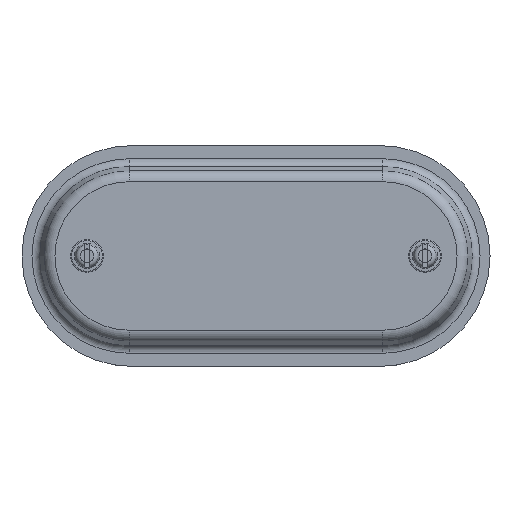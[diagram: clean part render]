
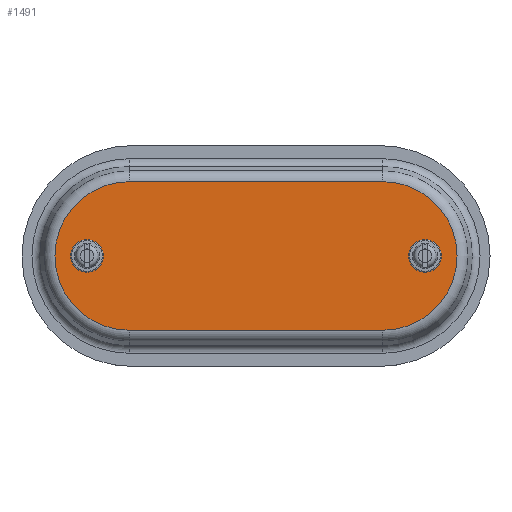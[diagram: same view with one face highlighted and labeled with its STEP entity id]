
A CAD part, top view. The second image highlights one B-rep face of the part: STEP entity #1491.
In plain terms, the highlighted planar face has unit normal (0, 0, 1).
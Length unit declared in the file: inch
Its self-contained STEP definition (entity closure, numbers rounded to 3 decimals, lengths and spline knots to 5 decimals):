
#124=FACE_BOUND('',#239,.T.);
#125=FACE_BOUND('',#240,.T.);
#143=FACE_OUTER_BOUND('',#238,.T.);
#238=EDGE_LOOP('',(#1008,#1009,#1010,#1011));
#239=EDGE_LOOP('',(#1012));
#240=EDGE_LOOP('',(#1013));
#352=LINE('',#2370,#452);
#353=LINE('',#2373,#453);
#452=VECTOR('',#1879,4.875);
#453=VECTOR('',#1882,4.875);
#552=CIRCLE('',#1678,1.42924);
#553=CIRCLE('',#1679,1.42924);
#554=CIRCLE('',#1680,0.1719);
#555=CIRCLE('',#1681,0.1719);
#648=VERTEX_POINT('',#2366);
#649=VERTEX_POINT('',#2367);
#650=VERTEX_POINT('',#2369);
#651=VERTEX_POINT('',#2371);
#652=VERTEX_POINT('',#2374);
#653=VERTEX_POINT('',#2376);
#788=EDGE_CURVE('',#648,#649,#552,.T.);
#789=EDGE_CURVE('',#649,#650,#352,.T.);
#790=EDGE_CURVE('',#650,#651,#553,.T.);
#791=EDGE_CURVE('',#651,#648,#353,.T.);
#792=EDGE_CURVE('',#652,#652,#554,.T.);
#793=EDGE_CURVE('',#653,#653,#555,.T.);
#1008=ORIENTED_EDGE('',*,*,#788,.T.);
#1009=ORIENTED_EDGE('',*,*,#789,.T.);
#1010=ORIENTED_EDGE('',*,*,#790,.T.);
#1011=ORIENTED_EDGE('',*,*,#791,.T.);
#1012=ORIENTED_EDGE('',*,*,#792,.T.);
#1013=ORIENTED_EDGE('',*,*,#793,.T.);
#1448=PLANE('',#1677);
#1491=ADVANCED_FACE('',(#143,#124,#125),#1448,.T.);
#1677=AXIS2_PLACEMENT_3D('',#2365,#1875,#1876);
#1678=AXIS2_PLACEMENT_3D('',#2368,#1877,#1878);
#1679=AXIS2_PLACEMENT_3D('',#2372,#1880,#1881);
#1680=AXIS2_PLACEMENT_3D('',#2375,#1883,#1884);
#1681=AXIS2_PLACEMENT_3D('',#2377,#1885,#1886);
#1875=DIRECTION('center_axis',(0.,0.,1.));
#1876=DIRECTION('ref_axis',(1.,0.,0.));
#1877=DIRECTION('center_axis',(0.,0.,1.));
#1878=DIRECTION('ref_axis',(1.,0.,0.));
#1879=DIRECTION('',(1.,0.,0.));
#1880=DIRECTION('center_axis',(0.,0.,1.));
#1881=DIRECTION('ref_axis',(1.,0.,0.));
#1882=DIRECTION('',(-1.,0.,0.));
#1883=DIRECTION('center_axis',(0.,0.,-1.));
#1884=DIRECTION('ref_axis',(-1.,0.,0.));
#1885=DIRECTION('center_axis',(0.,0.,-1.));
#1886=DIRECTION('ref_axis',(-1.,0.,0.));
#2365=CARTESIAN_POINT('Origin',(-2.,0.,0.53125));
#2366=CARTESIAN_POINT('',(-2.0625,1.42924,0.53125));
#2367=CARTESIAN_POINT('',(-2.0625,-1.42924,0.53125));
#2368=CARTESIAN_POINT('Origin',(-2.0625,0.,0.53125));
#2369=CARTESIAN_POINT('',(2.8125,-1.42924,0.53125));
#2370=CARTESIAN_POINT('',(-2.0625,-1.42924,0.53125));
#2371=CARTESIAN_POINT('',(2.8125,1.42924,0.53125));
#2372=CARTESIAN_POINT('Origin',(2.8125,0.,0.53125));
#2373=CARTESIAN_POINT('',(2.8125,1.42924,0.53125));
#2374=CARTESIAN_POINT('',(3.4531,0.,0.53125));
#2375=CARTESIAN_POINT('Origin',(3.625,0.,0.53125));
#2376=CARTESIAN_POINT('',(-3.0469,0.,0.53125));
#2377=CARTESIAN_POINT('Origin',(-2.875,0.,0.53125));
